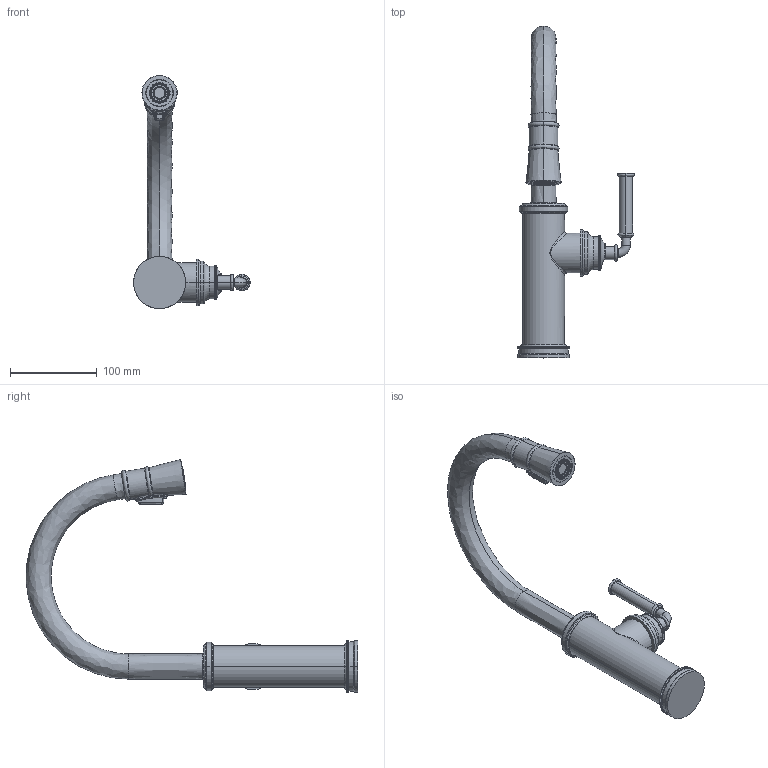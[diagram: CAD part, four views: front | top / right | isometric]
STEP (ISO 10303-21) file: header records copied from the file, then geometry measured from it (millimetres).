
FILE_DESCRIPTION((''),'2;1');
FILE_NAME('2940-5223','2021-07-01T15:30:15',('jinson.thomas'),(''),'CREO PARAMETRIC BY PTC INC, 2018400','CREO PARAMETRIC BY PTC INC, 2018400','');
FILE_SCHEMA(('CONFIG_CONTROL_DESIGN'));
Length unit declared in the file: inch
Products named in the file (1): 2940-5223
Bounding box: 134.28 x 381.52 x 267.88 mm (x, y, z)
Volume: 770857.7 mm3; surface area: 95348.2 mm2
Topology: 1 solids, 1 shells, 1004 faces, 2688 edges, 1739 vertices
Faces by surface type: plane 494, cylinder 271, cone 84, torus 79, bspline 58, sphere 18
Entity records: 34575 total; most frequent: CARTESIAN_POINT 9189, ORIENTED_EDGE 5344, DIRECTION 5330, EDGE_CURVE 2672, AXIS2_PLACEMENT_3D 1851, VERTEX_POINT 1739, VECTOR 1628, LINE 1628
